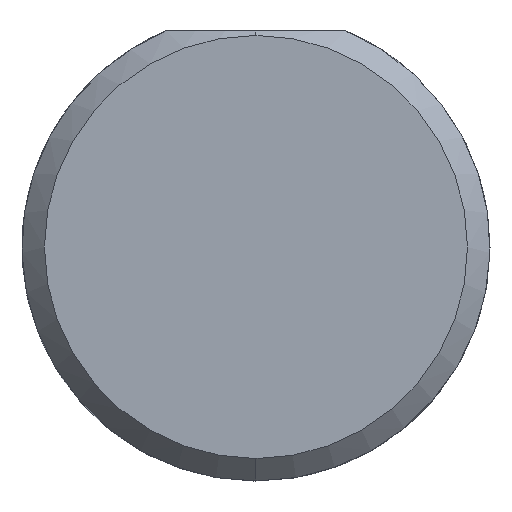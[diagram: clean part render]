
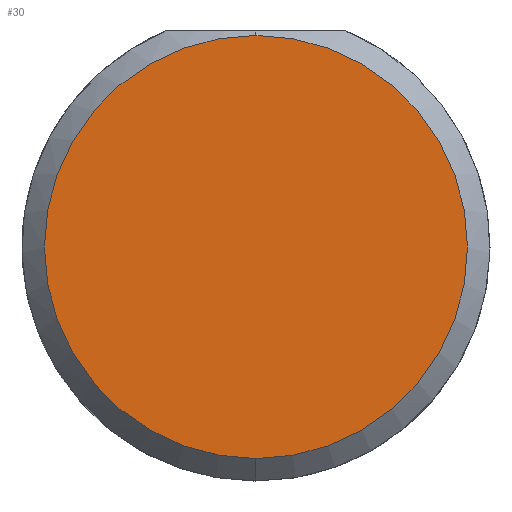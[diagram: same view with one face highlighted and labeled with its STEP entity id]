
A CAD part, left-side view. The second image highlights one B-rep face of the part: STEP entity #30.
In plain terms, the highlighted planar face has unit normal (-1, 0, 0).
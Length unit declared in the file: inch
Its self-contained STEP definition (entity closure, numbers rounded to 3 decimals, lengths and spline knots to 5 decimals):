
#15 = CIRCLE ( 'NONE', #122, 0.1411 ) ;
#30 = ADVANCED_FACE ( 'NONE', ( #437 ), #312, .F. ) ;
#54 = DIRECTION ( 'NONE',  ( 0., 0., -1. ) ) ;
#64 = DIRECTION ( 'NONE',  ( -1., 0., 0. ) ) ;
#116 = VERTEX_POINT ( 'NONE', #321 ) ;
#122 = AXIS2_PLACEMENT_3D ( 'NONE', #691, #353, #639 ) ;
#133 = AXIS2_PLACEMENT_3D ( 'NONE', #563, #64, #54 ) ;
#243 = EDGE_LOOP ( 'NONE', ( #618, #475 ) ) ;
#312 = PLANE ( 'NONE',  #599 ) ;
#321 = CARTESIAN_POINT ( 'NONE',  ( 0., 0., 0.1411 ) ) ;
#353 = DIRECTION ( 'NONE',  ( -1., 0., 0. ) ) ;
#368 = VERTEX_POINT ( 'NONE', #402 ) ;
#374 = DIRECTION ( 'NONE',  ( 1., 0., 0. ) ) ;
#402 = CARTESIAN_POINT ( 'NONE',  ( 0., 0., -0.1411 ) ) ;
#406 = EDGE_CURVE ( 'NONE', #368, #116, #15, .T. ) ;
#437 = FACE_OUTER_BOUND ( 'NONE', #243, .T. ) ;
#475 = ORIENTED_EDGE ( 'NONE', *, *, #645, .T. ) ;
#538 = CARTESIAN_POINT ( 'NONE',  ( 0., 0., 0. ) ) ;
#563 = CARTESIAN_POINT ( 'NONE',  ( 0., 0., 0. ) ) ;
#566 = CIRCLE ( 'NONE', #133, 0.1411 ) ;
#593 = DIRECTION ( 'NONE',  ( 0., 0., -1. ) ) ;
#599 = AXIS2_PLACEMENT_3D ( 'NONE', #538, #374, #593 ) ;
#618 = ORIENTED_EDGE ( 'NONE', *, *, #406, .T. ) ;
#639 = DIRECTION ( 'NONE',  ( 0., 0., -1. ) ) ;
#645 = EDGE_CURVE ( 'NONE', #116, #368, #566, .T. ) ;
#691 = CARTESIAN_POINT ( 'NONE',  ( 0., 0., 0. ) ) ;
